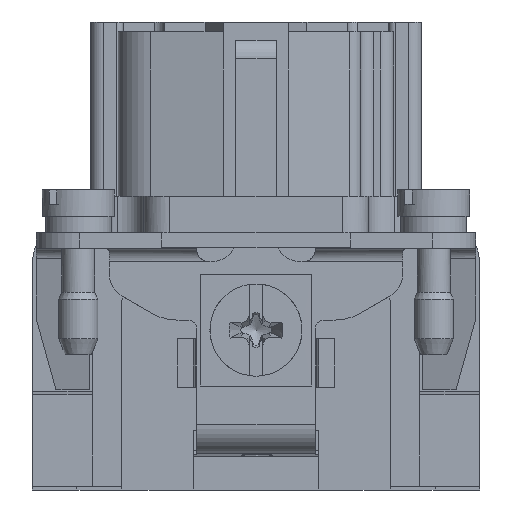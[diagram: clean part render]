
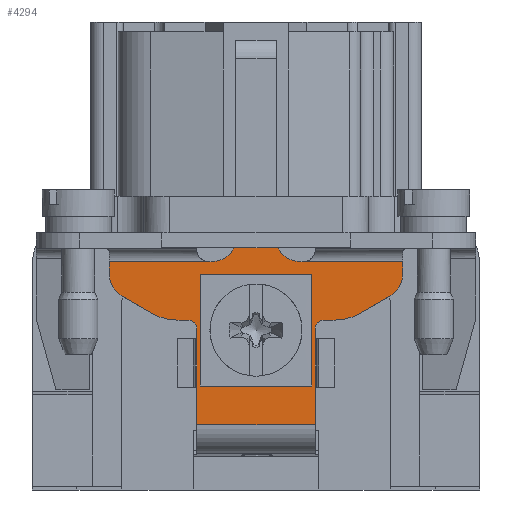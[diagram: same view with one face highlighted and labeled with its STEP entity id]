
A CAD part, left-side view. The second image highlights one B-rep face of the part: STEP entity #4294.
In plain terms, the highlighted planar face has unit normal (-1, 0, 0).
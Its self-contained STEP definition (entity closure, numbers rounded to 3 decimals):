
#3419=FACE_BOUND('',#7275,.T.);
#3420=FACE_BOUND('',#7276,.T.);
#4294=ADVANCED_FACE('',(#3419,#3420),#5372,.T.);
#5372=PLANE('',#25217);
#7275=EDGE_LOOP('',(#10203,#10204,#10205,#10206));
#7276=EDGE_LOOP('',(#10207,#10208,#10209,#10210,#10211,#10212,#10213,#10214,
#10215,#10216,#10217,#10218,#10219,#10220,#10221,#10222,#10223,#10224,#10225,
#10226,#10227,#10228,#10229,#10230,#10231,#10232));
#10203=ORIENTED_EDGE('',*,*,#17046,.F.);
#10204=ORIENTED_EDGE('',*,*,#17047,.F.);
#10205=ORIENTED_EDGE('',*,*,#17048,.F.);
#10206=ORIENTED_EDGE('',*,*,#17049,.F.);
#10207=ORIENTED_EDGE('',*,*,#16581,.F.);
#10208=ORIENTED_EDGE('',*,*,#16524,.T.);
#10209=ORIENTED_EDGE('',*,*,#16519,.F.);
#10210=ORIENTED_EDGE('',*,*,#17050,.F.);
#10211=ORIENTED_EDGE('',*,*,#16506,.T.);
#10212=ORIENTED_EDGE('',*,*,#16502,.T.);
#10213=ORIENTED_EDGE('',*,*,#16479,.T.);
#10214=ORIENTED_EDGE('',*,*,#16444,.T.);
#10215=ORIENTED_EDGE('',*,*,#16440,.T.);
#10216=ORIENTED_EDGE('',*,*,#16437,.T.);
#10217=ORIENTED_EDGE('',*,*,#16434,.T.);
#10218=ORIENTED_EDGE('',*,*,#17051,.T.);
#10219=ORIENTED_EDGE('',*,*,#16611,.T.);
#10220=ORIENTED_EDGE('',*,*,#17052,.T.);
#10221=ORIENTED_EDGE('',*,*,#16614,.T.);
#10222=ORIENTED_EDGE('',*,*,#17053,.F.);
#10223=ORIENTED_EDGE('',*,*,#16467,.T.);
#10224=ORIENTED_EDGE('',*,*,#16470,.T.);
#10225=ORIENTED_EDGE('',*,*,#16473,.T.);
#10226=ORIENTED_EDGE('',*,*,#16476,.T.);
#10227=ORIENTED_EDGE('',*,*,#16490,.T.);
#10228=ORIENTED_EDGE('',*,*,#16505,.T.);
#10229=ORIENTED_EDGE('',*,*,#16512,.T.);
#10230=ORIENTED_EDGE('',*,*,#17054,.F.);
#10231=ORIENTED_EDGE('',*,*,#16522,.F.);
#10232=ORIENTED_EDGE('',*,*,#16527,.T.);
#14406=VERTEX_POINT('',#34851);
#14413=VERTEX_POINT('',#34868);
#14418=VERTEX_POINT('',#34881);
#14420=VERTEX_POINT('',#34887);
#14422=VERTEX_POINT('',#34893);
#14424=VERTEX_POINT('',#34898);
#14435=VERTEX_POINT('',#34923);
#14439=VERTEX_POINT('',#34935);
#14444=VERTEX_POINT('',#34947);
#14446=VERTEX_POINT('',#34953);
#14448=VERTEX_POINT('',#34959);
#14450=VERTEX_POINT('',#34965);
#14453=VERTEX_POINT('',#34973);
#14462=VERTEX_POINT('',#34994);
#14469=VERTEX_POINT('',#35015);
#14471=VERTEX_POINT('',#35021);
#14472=VERTEX_POINT('',#35025);
#14475=VERTEX_POINT('',#35034);
#14476=VERTEX_POINT('',#35056);
#14478=VERTEX_POINT('',#35062);
#14479=VERTEX_POINT('',#35084);
#14481=VERTEX_POINT('',#35090);
#14482=VERTEX_POINT('',#35094);
#14484=VERTEX_POINT('',#35100);
#14534=VERTEX_POINT('',#35257);
#14535=VERTEX_POINT('',#35263);
#14808=VERTEX_POINT('',#36649);
#14809=VERTEX_POINT('',#36650);
#14810=VERTEX_POINT('',#36652);
#14811=VERTEX_POINT('',#36654);
#16434=EDGE_CURVE('',#14418,#14413,#20366,.T.);
#16437=EDGE_CURVE('',#14420,#14418,#19110,.T.);
#16440=EDGE_CURVE('',#14422,#14420,#20370,.T.);
#16444=EDGE_CURVE('',#14424,#14422,#19112,.T.);
#16467=EDGE_CURVE('',#14439,#14444,#20391,.T.);
#16470=EDGE_CURVE('',#14444,#14446,#19118,.T.);
#16473=EDGE_CURVE('',#14446,#14448,#20395,.T.);
#16476=EDGE_CURVE('',#14448,#14450,#19120,.T.);
#16479=EDGE_CURVE('',#14453,#14424,#20399,.T.);
#16490=EDGE_CURVE('',#14450,#14462,#20410,.T.);
#16502=EDGE_CURVE('',#14469,#14453,#19124,.T.);
#16505=EDGE_CURVE('',#14462,#14471,#19126,.T.);
#16506=EDGE_CURVE('',#14472,#14469,#20420,.T.);
#16512=EDGE_CURVE('',#14471,#14475,#20424,.T.);
#16519=EDGE_CURVE('',#14476,#14479,#20428,.T.);
#16522=EDGE_CURVE('',#14481,#14478,#20431,.T.);
#16524=EDGE_CURVE('',#14482,#14479,#19130,.T.);
#16527=EDGE_CURVE('',#14481,#14484,#19132,.T.);
#16581=EDGE_CURVE('',#14482,#14484,#20485,.T.);
#16611=EDGE_CURVE('',#14406,#14534,#20514,.T.);
#16614=EDGE_CURVE('',#14535,#14435,#20517,.T.);
#17046=EDGE_CURVE('',#14808,#14809,#20861,.T.);
#17047=EDGE_CURVE('',#14810,#14808,#20862,.T.);
#17048=EDGE_CURVE('',#14811,#14810,#20863,.T.);
#17049=EDGE_CURVE('',#14809,#14811,#20864,.T.);
#17050=EDGE_CURVE('',#14472,#14476,#20865,.T.);
#17051=EDGE_CURVE('',#14413,#14406,#20866,.T.);
#17052=EDGE_CURVE('',#14534,#14535,#20867,.T.);
#17053=EDGE_CURVE('',#14439,#14435,#20868,.T.);
#17054=EDGE_CURVE('',#14478,#14475,#20869,.T.);
#19110=CIRCLE('',#24886,0.6);
#19112=CIRCLE('',#24890,4.);
#19118=CIRCLE('',#24902,0.6);
#19120=CIRCLE('',#24906,4.);
#19124=CIRCLE('',#24915,2.);
#19126=CIRCLE('',#24918,2.);
#19130=CIRCLE('',#24929,1.8);
#19132=CIRCLE('',#24932,1.8);
#20366=LINE('',#34880,#22379);
#20370=LINE('',#34892,#22383);
#20391=LINE('',#34948,#22404);
#20395=LINE('',#34960,#22408);
#20399=LINE('',#34972,#22412);
#20410=LINE('',#34995,#22423);
#20420=LINE('',#35024,#22433);
#20424=LINE('',#35035,#22437);
#20428=LINE('',#35085,#22441);
#20431=LINE('',#35091,#22444);
#20485=LINE('',#35202,#22498);
#20514=LINE('',#35258,#22527);
#20517=LINE('',#35262,#22530);
#20861=LINE('',#36648,#22874);
#20862=LINE('',#36651,#22875);
#20863=LINE('',#36653,#22876);
#20864=LINE('',#36655,#22877);
#20865=LINE('',#36656,#22878);
#20866=LINE('',#36657,#22879);
#20867=LINE('',#36658,#22880);
#20868=LINE('',#36659,#22881);
#20869=LINE('',#36660,#22882);
#22379=VECTOR('',#27196,1.);
#22383=VECTOR('',#27208,1.);
#22404=VECTOR('',#27253,1.);
#22408=VECTOR('',#27265,1.);
#22412=VECTOR('',#27277,1.);
#22423=VECTOR('',#27292,1.);
#22433=VECTOR('',#27322,1.);
#22437=VECTOR('',#27332,1.);
#22441=VECTOR('',#27344,1.);
#22444=VECTOR('',#27349,1.);
#22498=VECTOR('',#27445,1.);
#22527=VECTOR('',#27494,1.);
#22530=VECTOR('',#27499,1.);
#22874=VECTOR('',#28357,1.);
#22875=VECTOR('',#28358,1.);
#22876=VECTOR('',#28359,1.);
#22877=VECTOR('',#28360,1.);
#22878=VECTOR('',#28361,1.);
#22879=VECTOR('',#28362,1.);
#22880=VECTOR('',#28363,1.);
#22881=VECTOR('',#28364,1.);
#22882=VECTOR('',#28365,1.);
#24886=AXIS2_PLACEMENT_3D('',#34886,#27202,#27203);
#24890=AXIS2_PLACEMENT_3D('',#34900,#27215,#27216);
#24902=AXIS2_PLACEMENT_3D('',#34954,#27259,#27260);
#24906=AXIS2_PLACEMENT_3D('',#34966,#27271,#27272);
#24915=AXIS2_PLACEMENT_3D('',#35016,#27311,#27312);
#24918=AXIS2_PLACEMENT_3D('',#35022,#27318,#27319);
#24929=AXIS2_PLACEMENT_3D('',#35095,#27353,#27354);
#24932=AXIS2_PLACEMENT_3D('',#35101,#27360,#27361);
#25217=AXIS2_PLACEMENT_3D('',#36661,#28366,#28367);
#27196=DIRECTION('',(0.,0.,-1.));
#27202=DIRECTION('',(1.,0.,0.));
#27203=DIRECTION('',(0.,0.,-1.));
#27208=DIRECTION('',(0.,-1.,0.));
#27215=DIRECTION('',(-1.,0.,0.));
#27216=DIRECTION('',(0.,0.,-1.));
#27253=DIRECTION('',(0.,0.,1.));
#27259=DIRECTION('',(1.,0.,0.));
#27260=DIRECTION('',(0.,0.,-1.));
#27265=DIRECTION('',(0.,-1.,0.));
#27271=DIRECTION('',(-1.,0.,0.));
#27272=DIRECTION('',(0.,0.,-1.));
#27277=DIRECTION('',(0.,-0.866,-0.5));
#27292=DIRECTION('',(0.,-0.866,0.5));
#27311=DIRECTION('',(-1.,0.,0.));
#27312=DIRECTION('',(0.,0.,-1.));
#27318=DIRECTION('',(-1.,0.,0.));
#27319=DIRECTION('',(0.,0.,-1.));
#27322=DIRECTION('',(0.,0.,-1.));
#27332=DIRECTION('',(0.,0.,1.));
#27344=DIRECTION('',(0.,-1.,0.));
#27349=DIRECTION('',(0.,-1.,0.));
#27353=DIRECTION('',(1.,0.,0.));
#27354=DIRECTION('',(0.,0.,-1.));
#27360=DIRECTION('',(1.,0.,0.));
#27361=DIRECTION('',(0.,0.,-1.));
#27445=DIRECTION('',(0.,-1.,0.));
#27494=DIRECTION('',(0.,0.,-1.));
#27499=DIRECTION('',(0.,0.,1.));
#28357=DIRECTION('',(0.,1.,0.));
#28358=DIRECTION('',(0.,0.,1.));
#28359=DIRECTION('',(0.,-1.,0.));
#28360=DIRECTION('',(0.,0.,-1.));
#28361=DIRECTION('',(0.,-1.,0.));
#28362=DIRECTION('',(0.,0.,-1.));
#28363=DIRECTION('',(0.,-1.,0.));
#28364=DIRECTION('',(0.,0.,-1.));
#28365=DIRECTION('',(0.,-1.,0.));
#28366=DIRECTION('',(-1.,0.,0.));
#28367=DIRECTION('',(0.,0.,-1.));
#34851=CARTESIAN_POINT('',(-33.05,4.5,-10.55));
#34868=CARTESIAN_POINT('',(-33.05,4.5,-6.85));
#34880=CARTESIAN_POINT('',(-33.05,4.5,-5.45));
#34881=CARTESIAN_POINT('',(-33.05,4.5,-6.05));
#34886=CARTESIAN_POINT('',(-33.05,5.1,-6.05));
#34887=CARTESIAN_POINT('',(-33.05,5.1,-5.45));
#34892=CARTESIAN_POINT('',(-33.05,7.,-5.45));
#34893=CARTESIAN_POINT('',(-33.05,5.928,-5.45));
#34898=CARTESIAN_POINT('',(-33.05,7.928,-4.914));
#34900=CARTESIAN_POINT('',(-33.05,5.928,-1.45));
#34923=CARTESIAN_POINT('',(-33.05,-4.5,-10.55));
#34935=CARTESIAN_POINT('',(-33.05,-4.5,-6.85));
#34947=CARTESIAN_POINT('',(-33.05,-4.5,-6.05));
#34948=CARTESIAN_POINT('',(-33.05,-4.5,-13.442));
#34953=CARTESIAN_POINT('',(-33.05,-5.1,-5.45));
#34954=CARTESIAN_POINT('',(-33.05,-5.1,-6.05));
#34959=CARTESIAN_POINT('',(-33.05,-5.928,-5.45));
#34960=CARTESIAN_POINT('',(-33.05,-4.5,-5.45));
#34965=CARTESIAN_POINT('',(-33.05,-7.928,-4.914));
#34966=CARTESIAN_POINT('',(-33.05,-5.928,-1.45));
#34972=CARTESIAN_POINT('',(-33.05,11.15,-3.054));
#34973=CARTESIAN_POINT('',(-33.05,10.15,-3.631));
#34994=CARTESIAN_POINT('',(-33.05,-10.15,-3.631));
#34995=CARTESIAN_POINT('',(-33.05,-7.,-5.45));
#35015=CARTESIAN_POINT('',(-33.05,11.15,-1.899));
#35016=CARTESIAN_POINT('',(-33.05,9.15,-1.899));
#35021=CARTESIAN_POINT('',(-33.05,-11.15,-1.899));
#35022=CARTESIAN_POINT('',(-33.05,-9.15,-1.899));
#35024=CARTESIAN_POINT('',(-33.05,11.15,-1.));
#35025=CARTESIAN_POINT('',(-33.05,11.15,-1.));
#35034=CARTESIAN_POINT('',(-33.05,-11.15,-1.));
#35035=CARTESIAN_POINT('',(-33.05,-11.15,-3.054));
#35056=CARTESIAN_POINT('',(-33.05,3.6,-1.));
#35062=CARTESIAN_POINT('',(-33.05,-3.6,-1.));
#35084=CARTESIAN_POINT('',(-33.05,3.325,-1.));
#35085=CARTESIAN_POINT('',(-33.05,11.15,-1.));
#35090=CARTESIAN_POINT('',(-33.05,-3.325,-1.));
#35091=CARTESIAN_POINT('',(-33.05,11.15,-1.));
#35094=CARTESIAN_POINT('',(-33.05,1.689,0.05));
#35095=CARTESIAN_POINT('',(-33.05,3.325,0.8));
#35100=CARTESIAN_POINT('',(-33.05,-1.689,0.05));
#35101=CARTESIAN_POINT('',(-33.05,-3.325,0.8));
#35202=CARTESIAN_POINT('',(-33.05,0.,0.05));
#35257=CARTESIAN_POINT('',(-33.05,4.5,-13.38));
#35258=CARTESIAN_POINT('',(-33.05,4.5,-5.45));
#35262=CARTESIAN_POINT('',(-33.05,-4.5,-13.442));
#35263=CARTESIAN_POINT('',(-33.05,-4.5,-13.38));
#36648=CARTESIAN_POINT('',(-33.05,0.,-1.95));
#36649=CARTESIAN_POINT('',(-33.05,-4.25,-1.95));
#36650=CARTESIAN_POINT('',(-33.05,4.25,-1.95));
#36651=CARTESIAN_POINT('',(-33.05,-4.25,-10.45));
#36652=CARTESIAN_POINT('',(-33.05,-4.25,-10.45));
#36653=CARTESIAN_POINT('',(-33.05,0.,-10.45));
#36654=CARTESIAN_POINT('',(-33.05,4.25,-10.45));
#36655=CARTESIAN_POINT('',(-33.05,4.25,-1.95));
#36656=CARTESIAN_POINT('',(-33.05,11.15,-1.));
#36657=CARTESIAN_POINT('',(-33.05,4.5,-6.85));
#36658=CARTESIAN_POINT('',(-33.05,4.5,-13.38));
#36659=CARTESIAN_POINT('',(-33.05,-4.5,-6.85));
#36660=CARTESIAN_POINT('',(-33.05,11.15,-1.));
#36661=CARTESIAN_POINT('',(-33.05,0.,0.));
